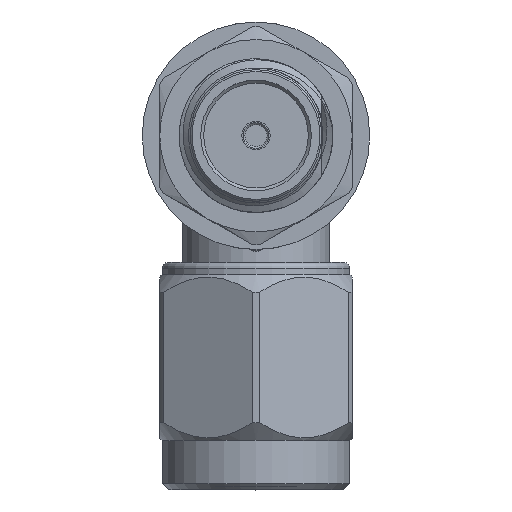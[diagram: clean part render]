
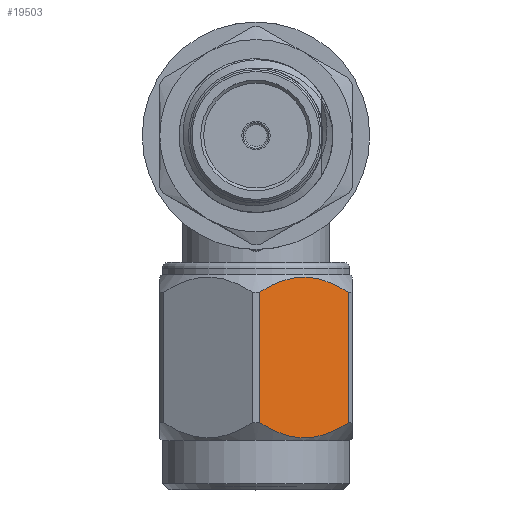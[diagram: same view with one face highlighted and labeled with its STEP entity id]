
A CAD part, top view. The second image highlights one B-rep face of the part: STEP entity #19503.
In plain terms, the highlighted face is planar.
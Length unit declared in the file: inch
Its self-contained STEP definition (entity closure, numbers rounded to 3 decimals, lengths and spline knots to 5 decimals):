
#489 = LINE ( 'NONE', #25437, #27126 ) ;
#1099 = CARTESIAN_POINT ( 'NONE',  ( -0.4779, -0.12082, -0.10323 ) ) ;
#1395 = CARTESIAN_POINT ( 'NONE',  ( -0.4561, -0.17695, -0.00602 ) ) ;
#2123 = FACE_OUTER_BOUND ( 'NONE', #11673, .T. ) ;
#2220 = EDGE_CURVE ( 'NONE', #28500, #15026, #18923, .T. ) ;
#2279 = CARTESIAN_POINT ( 'NONE',  ( -0.21972, -0.14254, -0.0656 ) ) ;
#2427 = DIRECTION ( 'NONE',  ( -1., 0., 0. ) ) ;
#2706 = CARTESIAN_POINT ( 'NONE',  ( -0.21913, -0.1316, -0.08456 ) ) ;
#3247 = CARTESIAN_POINT ( 'NONE',  ( -0.4561, -0.17695, -0.00602 ) ) ;
#3508 = CARTESIAN_POINT ( 'NONE',  ( 0.10395, -0.09369, -0.15023 ) ) ;
#3629 = CARTESIAN_POINT ( 'NONE',  ( -0.4561, -0.09369, -0.15023 ) ) ;
#4320 = CARTESIAN_POINT ( 'NONE',  ( -0.2439, -0.17695, -0.00602 ) ) ;
#4947 = CARTESIAN_POINT ( 'NONE',  ( -0.21911, -0.1389, -0.07191 ) ) ;
#5483 = ORIENTED_EDGE ( 'NONE', *, *, #2220, .T. ) ;
#6016 = CARTESIAN_POINT ( 'NONE',  ( -0.47782, -0.15, -0.05269 ) ) ;
#6041 = CARTESIAN_POINT ( 'NONE',  ( -0.4561, -0.09369, -0.15023 ) ) ;
#6168 = CARTESIAN_POINT ( 'NONE',  ( -0.48025, -0.14271, -0.06531 ) ) ;
#6278 = ORIENTED_EDGE ( 'NONE', *, *, #27241, .T. ) ;
#6917 = CARTESIAN_POINT ( 'NONE',  ( -0.23053, -0.16388, -0.02865 ) ) ;
#8387 = AXIS2_PLACEMENT_3D ( 'NONE', #22782, #24859, #18149 ) ;
#8409 = CARTESIAN_POINT ( 'NONE',  ( -0.47612, -0.11722, -0.10948 ) ) ;
#9022 = PLANE ( 'NONE',  #8387 ) ;
#9305 = CARTESIAN_POINT ( 'NONE',  ( -0.23671, -0.1001, -0.13912 ) ) ;
#11509 = ORIENTED_EDGE ( 'NONE', *, *, #15947, .T. ) ;
#11673 = EDGE_LOOP ( 'NONE', ( #11509, #14932, #6278, #5483 ) ) ;
#12801 = DIRECTION ( 'NONE',  ( 1., 0., 0. ) ) ;
#13058 = CARTESIAN_POINT ( 'NONE',  ( -0.47605, -0.15354, -0.04656 ) ) ;
#13957 = CARTESIAN_POINT ( 'NONE',  ( -0.22388, -0.15342, -0.04677 ) ) ;
#14007 = VERTEX_POINT ( 'NONE', #22614 ) ;
#14103 = CARTESIAN_POINT ( 'NONE',  ( -0.2367, -0.17052, -0.01716 ) ) ;
#14876 = CARTESIAN_POINT ( 'NONE',  ( -0.4633, -0.10012, -0.13909 ) ) ;
#14932 = ORIENTED_EDGE ( 'NONE', *, *, #25282, .T. ) ;
#15026 = VERTEX_POINT ( 'NONE', #6041 ) ;
#15311 = CARTESIAN_POINT ( 'NONE',  ( -0.46947, -0.10675, -0.1276 ) ) ;
#15947 = EDGE_CURVE ( 'NONE', #15026, #14007, #19539, .T. ) ;
#16371 = VERTEX_POINT ( 'NONE', #4320 ) ;
#18149 = DIRECTION ( 'NONE',  ( 0., 0.5, -0.866 ) ) ;
#18439 = CARTESIAN_POINT ( 'NONE',  ( -0.2221, -0.14981, -0.05302 ) ) ;
#18588 = CARTESIAN_POINT ( 'NONE',  ( -0.22218, -0.12063, -0.10356 ) ) ;
#18883 = CARTESIAN_POINT ( 'NONE',  ( -0.2439, -0.09369, -0.15023 ) ) ;
#18923 = B_SPLINE_CURVE_WITH_KNOTS ( 'NONE', 3,
 ( #1395, #19507, #26630, #13058, #6016, #6168, #22183, #19657, #28561, #1099, #8409, #15311, #14876, #3629 ),
 .UNSPECIFIED., .F., .F.,
 ( 4, 2, 2, 2, 2, 2, 4 ),
 ( 0., 0.00111, 0.00166, 0.00221, 0.00277, 0.00332, 0.00443 ),
 .UNSPECIFIED. ) ;
#19503 = ADVANCED_FACE ( 'NONE', ( #2123 ), #9022, .T. ) ;
#19507 = CARTESIAN_POINT ( 'NONE',  ( -0.46329, -0.17053, -0.01713 ) ) ;
#19539 = LINE ( 'NONE', #3508, #24467 ) ;
#19657 = CARTESIAN_POINT ( 'NONE',  ( -0.48089, -0.13173, -0.08434 ) ) ;
#20829 = CARTESIAN_POINT ( 'NONE',  ( -0.22395, -0.11709, -0.10969 ) ) ;
#22183 = CARTESIAN_POINT ( 'NONE',  ( -0.48087, -0.13903, -0.07169 ) ) ;
#22614 = CARTESIAN_POINT ( 'NONE',  ( -0.2439, -0.09369, -0.15023 ) ) ;
#22782 = CARTESIAN_POINT ( 'NONE',  ( -0.025, -0.09021, -0.15625 ) ) ;
#24467 = VECTOR ( 'NONE', #12801, 39.37008 ) ;
#24859 = DIRECTION ( 'NONE',  ( 0., -0.866, -0.5 ) ) ;
#25074 = B_SPLINE_CURVE_WITH_KNOTS ( 'NONE', 3,
 ( #18883, #9305, #25432, #20829, #18588, #27659, #2706, #4947, #2279, #18439, #13957, #6917, #14103, #25295 ),
 .UNSPECIFIED., .F., .F.,
 ( 4, 2, 2, 2, 2, 2, 4 ),
 ( 0., 0.00111, 0.00166, 0.00221, 0.00277, 0.00332, 0.00443 ),
 .UNSPECIFIED. ) ;
#25282 = EDGE_CURVE ( 'NONE', #14007, #16371, #25074, .T. ) ;
#25295 = CARTESIAN_POINT ( 'NONE',  ( -0.2439, -0.17695, -0.00602 ) ) ;
#25432 = CARTESIAN_POINT ( 'NONE',  ( -0.23057, -0.10671, -0.12768 ) ) ;
#25437 = CARTESIAN_POINT ( 'NONE',  ( 0.10395, -0.17695, -0.00602 ) ) ;
#26630 = CARTESIAN_POINT ( 'NONE',  ( -0.46943, -0.16392, -0.02857 ) ) ;
#27126 = VECTOR ( 'NONE', #2427, 39.37008 ) ;
#27241 = EDGE_CURVE ( 'NONE', #16371, #28500, #489, .T. ) ;
#27659 = CARTESIAN_POINT ( 'NONE',  ( -0.21975, -0.12792, -0.09094 ) ) ;
#28500 = VERTEX_POINT ( 'NONE', #3247 ) ;
#28561 = CARTESIAN_POINT ( 'NONE',  ( -0.48028, -0.12809, -0.09065 ) ) ;
